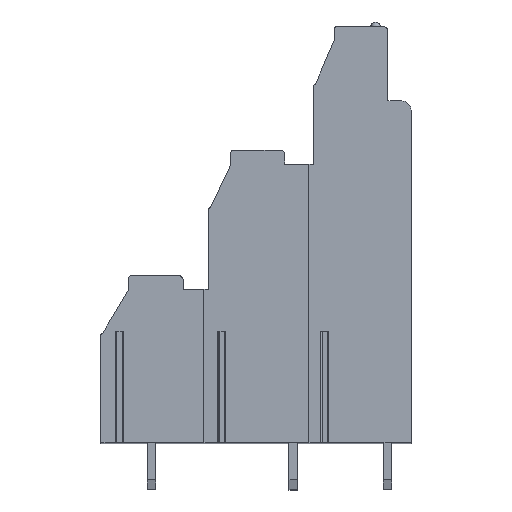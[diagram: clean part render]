
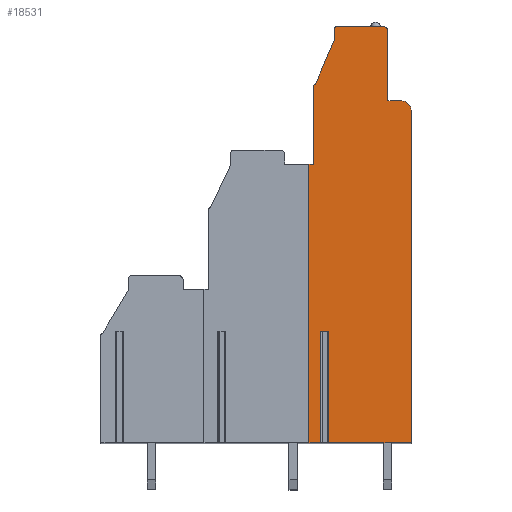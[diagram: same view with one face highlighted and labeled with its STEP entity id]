
A CAD part, top view. The second image highlights one B-rep face of the part: STEP entity #18531.
In plain terms, the highlighted planar face has unit normal (0, 0, 1).
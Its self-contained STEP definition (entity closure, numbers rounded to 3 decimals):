
#2071=DIRECTION('',(1.,0.,0.));
#2072=VECTOR('',#2071,0.856);
#2073=CARTESIAN_POINT('',(0.772,-18.05,48.26));
#2074=LINE('',#2073,#2072);
#2075=DIRECTION('',(0.,-1.,0.));
#2076=VECTOR('',#2075,11.95);
#2077=CARTESIAN_POINT('',(0.772,-18.05,48.26));
#2078=LINE('',#2077,#2076);
#2079=DIRECTION('',(1.,0.,0.));
#2080=VECTOR('',#2079,1.272);
#2081=CARTESIAN_POINT('',(-0.5,-30.,48.26));
#2082=LINE('',#2081,#2080);
#2083=DIRECTION('',(0.,1.,0.));
#2084=VECTOR('',#2083,30.);
#2085=CARTESIAN_POINT('',(-0.5,-30.,48.26));
#2086=LINE('',#2085,#2084);
#2087=DIRECTION('',(-1.,0.,0.));
#2088=VECTOR('',#2087,0.5);
#2089=CARTESIAN_POINT('',(0.,0.,48.26));
#2090=LINE('',#2089,#2088);
#2091=DIRECTION('',(0.,-1.,0.));
#2092=VECTOR('',#2091,8.4);
#2093=CARTESIAN_POINT('',(0.,8.4,48.26));
#2094=LINE('',#2093,#2092);
#2095=CARTESIAN_POINT('',(0.2,8.4,48.26));
#2096=DIRECTION('',(0.,0.,1.));
#2097=DIRECTION('',(0.,1.,0.));
#2098=AXIS2_PLACEMENT_3D('',#2095,#2096,#2097);
#2100=DIRECTION('',(-0.392,-0.92,0.));
#2101=VECTOR('',#2100,5.108);
#2102=CARTESIAN_POINT('',(2.2,13.3,48.26));
#2103=LINE('',#2102,#2101);
#2104=DIRECTION('',(0.,-1.,0.));
#2105=VECTOR('',#2104,1.2);
#2106=CARTESIAN_POINT('',(2.2,14.5,48.26));
#2107=LINE('',#2106,#2105);
#2108=CARTESIAN_POINT('',(2.5,14.5,48.26));
#2109=DIRECTION('',(0.,0.,1.));
#2110=DIRECTION('',(0.,1.,0.));
#2111=AXIS2_PLACEMENT_3D('',#2108,#2109,#2110);
#2113=DIRECTION('',(-1.,0.,0.));
#2114=VECTOR('',#2113,5.);
#2115=CARTESIAN_POINT('',(7.5,14.8,48.26));
#2116=LINE('',#2115,#2114);
#2117=CARTESIAN_POINT('',(7.5,14.3,48.26));
#2118=DIRECTION('',(0.,0.,1.));
#2119=DIRECTION('',(1.,0.,0.));
#2120=AXIS2_PLACEMENT_3D('',#2117,#2118,#2119);
#2122=DIRECTION('',(0.,1.,0.));
#2123=VECTOR('',#2122,7.5);
#2124=CARTESIAN_POINT('',(8.,6.8,48.26));
#2125=LINE('',#2124,#2123);
#2126=DIRECTION('',(-1.,0.,0.));
#2127=VECTOR('',#2126,1.5);
#2128=CARTESIAN_POINT('',(9.5,6.8,48.26));
#2129=LINE('',#2128,#2127);
#2130=CARTESIAN_POINT('',(9.5,5.8,48.26));
#2131=DIRECTION('',(0.,0.,1.));
#2132=DIRECTION('',(1.,0.,0.));
#2133=AXIS2_PLACEMENT_3D('',#2130,#2131,#2132);
#2135=DIRECTION('',(0.,1.,0.));
#2136=VECTOR('',#2135,35.8);
#2137=CARTESIAN_POINT('',(10.5,-30.,48.26));
#2138=LINE('',#2137,#2136);
#2139=DIRECTION('',(1.,0.,0.));
#2140=VECTOR('',#2139,8.872);
#2141=CARTESIAN_POINT('',(1.628,-30.,48.26));
#2142=LINE('',#2141,#2140);
#2143=DIRECTION('',(0.,-1.,0.));
#2144=VECTOR('',#2143,11.95);
#2145=CARTESIAN_POINT('',(1.628,-18.05,48.26));
#2146=LINE('',#2145,#2144);
#12515=CARTESIAN_POINT('',(10.5,-30.,48.26));
#12516=CARTESIAN_POINT('',(10.5,5.8,48.26));
#12517=VERTEX_POINT('',#12515);
#12518=VERTEX_POINT('',#12516);
#12519=CARTESIAN_POINT('',(9.5,6.8,48.26));
#12520=VERTEX_POINT('',#12519);
#12521=CARTESIAN_POINT('',(8.,6.8,48.26));
#12522=VERTEX_POINT('',#12521);
#12523=CARTESIAN_POINT('',(8.,14.3,48.26));
#12524=VERTEX_POINT('',#12523);
#12525=CARTESIAN_POINT('',(7.5,14.8,48.26));
#12526=VERTEX_POINT('',#12525);
#12527=CARTESIAN_POINT('',(2.5,14.8,48.26));
#12528=VERTEX_POINT('',#12527);
#12529=CARTESIAN_POINT('',(2.2,14.5,48.26));
#12530=VERTEX_POINT('',#12529);
#12531=CARTESIAN_POINT('',(2.2,13.3,48.26));
#12532=VERTEX_POINT('',#12531);
#12533=CARTESIAN_POINT('',(0.2,8.6,48.26));
#12534=VERTEX_POINT('',#12533);
#12535=CARTESIAN_POINT('',(0.,8.4,48.26));
#12536=VERTEX_POINT('',#12535);
#12537=CARTESIAN_POINT('',(0.,0.,48.26));
#12538=VERTEX_POINT('',#12537);
#12563=CARTESIAN_POINT('',(-0.5,-30.,48.26));
#12564=CARTESIAN_POINT('',(-0.5,0.,48.26));
#12565=VERTEX_POINT('',#12563);
#12566=VERTEX_POINT('',#12564);
#12623=CARTESIAN_POINT('',(0.772,-18.05,48.26));
#12624=CARTESIAN_POINT('',(1.628,-18.05,48.26));
#12625=VERTEX_POINT('',#12623);
#12626=VERTEX_POINT('',#12624);
#12631=CARTESIAN_POINT('',(0.772,-30.,48.26));
#12632=VERTEX_POINT('',#12631);
#12633=CARTESIAN_POINT('',(1.628,-30.,48.26));
#12634=VERTEX_POINT('',#12633);
#18492=CARTESIAN_POINT('',(0.,0.,48.26));
#18493=DIRECTION('',(0.,0.,1.));
#18494=DIRECTION('',(1.,0.,0.));
#18495=AXIS2_PLACEMENT_3D('',#18492,#18493,#18494);
#18496=PLANE('',#18495);
#18498=ORIENTED_EDGE('',*,*,#18497,.F.);
#18500=ORIENTED_EDGE('',*,*,#18499,.T.);
#18501=ORIENTED_EDGE('',*,*,#18122,.F.);
#18503=ORIENTED_EDGE('',*,*,#18502,.T.);
#18504=ORIENTED_EDGE('',*,*,#16396,.F.);
#18505=ORIENTED_EDGE('',*,*,#16766,.F.);
#18507=ORIENTED_EDGE('',*,*,#18506,.F.);
#18509=ORIENTED_EDGE('',*,*,#18508,.F.);
#18511=ORIENTED_EDGE('',*,*,#18510,.F.);
#18513=ORIENTED_EDGE('',*,*,#18512,.F.);
#18515=ORIENTED_EDGE('',*,*,#18514,.F.);
#18517=ORIENTED_EDGE('',*,*,#18516,.F.);
#18519=ORIENTED_EDGE('',*,*,#18518,.F.);
#18521=ORIENTED_EDGE('',*,*,#18520,.F.);
#18523=ORIENTED_EDGE('',*,*,#18522,.F.);
#18525=ORIENTED_EDGE('',*,*,#18524,.F.);
#18526=ORIENTED_EDGE('',*,*,#18138,.F.);
#18528=ORIENTED_EDGE('',*,*,#18527,.F.);
#18529=EDGE_LOOP('',(#18498,#18500,#18501,#18503,#18504,#18505,#18507,#18509,
#18511,#18513,#18515,#18517,#18519,#18521,#18523,#18525,#18526,#18528));
#18530=FACE_OUTER_BOUND('',#18529,.F.);
#18531=ADVANCED_FACE('',(#18530),#18496,.T.);
#2099=CIRCLE('',#2098,0.2);
#2112=CIRCLE('',#2111,0.3);
#2121=CIRCLE('',#2120,0.5);
#2134=CIRCLE('',#2133,1.);
#16396=EDGE_CURVE('',#12538,#12566,#2090,.T.);
#16766=EDGE_CURVE('',#12536,#12538,#2094,.T.);
#18122=EDGE_CURVE('',#12565,#12632,#2082,.T.);
#18138=EDGE_CURVE('',#12634,#12517,#2142,.T.);
#18497=EDGE_CURVE('',#12625,#12626,#2074,.T.);
#18499=EDGE_CURVE('',#12625,#12632,#2078,.T.);
#18502=EDGE_CURVE('',#12565,#12566,#2086,.T.);
#18506=EDGE_CURVE('',#12534,#12536,#2099,.T.);
#18508=EDGE_CURVE('',#12532,#12534,#2103,.T.);
#18510=EDGE_CURVE('',#12530,#12532,#2107,.T.);
#18512=EDGE_CURVE('',#12528,#12530,#2112,.T.);
#18514=EDGE_CURVE('',#12526,#12528,#2116,.T.);
#18516=EDGE_CURVE('',#12524,#12526,#2121,.T.);
#18518=EDGE_CURVE('',#12522,#12524,#2125,.T.);
#18520=EDGE_CURVE('',#12520,#12522,#2129,.T.);
#18522=EDGE_CURVE('',#12518,#12520,#2134,.T.);
#18524=EDGE_CURVE('',#12517,#12518,#2138,.T.);
#18527=EDGE_CURVE('',#12626,#12634,#2146,.T.);
